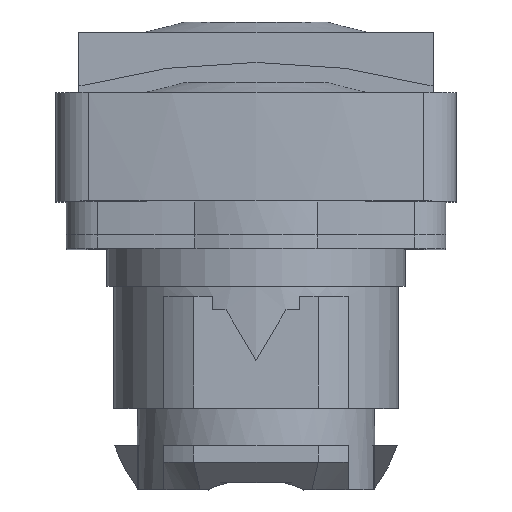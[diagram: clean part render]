
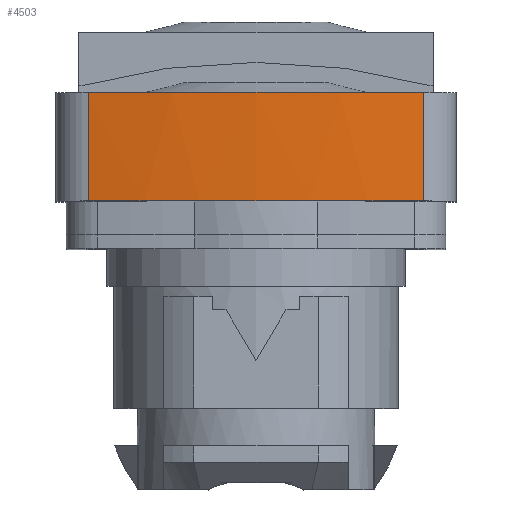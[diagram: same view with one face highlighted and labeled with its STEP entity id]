
A CAD part, top view. The second image highlights one B-rep face of the part: STEP entity #4503.
In plain terms, the highlighted cylindrical face has radius 63.036 mm (diameter 126.071 mm), a partial arc.
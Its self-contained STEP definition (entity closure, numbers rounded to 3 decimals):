
#48 = DIRECTION ( 'NONE',  ( 0., 1., 0. ) ) ;
#281 = AXIS2_PLACEMENT_3D ( 'NONE', #1779, #48, #5321 ) ;
#352 = DIRECTION ( 'NONE',  ( 0., 0., -1. ) ) ;
#550 = AXIS2_PLACEMENT_3D ( 'NONE', #3723, #3339, #909 ) ;
#909 = DIRECTION ( 'NONE',  ( 0., 0., -1. ) ) ;
#998 = CARTESIAN_POINT ( 'NONE',  ( -12.337, 0., 23.531 ) ) ;
#1105 = EDGE_CURVE ( 'NONE', #1548, #3451, #5065, .T. ) ;
#1365 = CARTESIAN_POINT ( 'NONE',  ( 12.337, 0., 23.531 ) ) ;
#1366 = ORIENTED_EDGE ( 'NONE', *, *, #3375, .F. ) ;
#1507 = CARTESIAN_POINT ( 'NONE',  ( -12.337, 2.5, 23.531 ) ) ;
#1548 = VERTEX_POINT ( 'NONE', #3603 ) ;
#1779 = CARTESIAN_POINT ( 'NONE',  ( 0., 10.5, -38.286 ) ) ;
#1802 = VERTEX_POINT ( 'NONE', #3414 ) ;
#1823 = DIRECTION ( 'NONE',  ( 0., -1., 0. ) ) ;
#1971 = AXIS2_PLACEMENT_3D ( 'NONE', #2810, #3243, #4057 ) ;
#2019 = FACE_OUTER_BOUND ( 'NONE', #4482, .T. ) ;
#2064 = EDGE_CURVE ( 'NONE', #1802, #2413, #3431, .T. ) ;
#2413 = VERTEX_POINT ( 'NONE', #3128 ) ;
#2478 = VECTOR ( 'NONE', #2536, 1000. ) ;
#2536 = DIRECTION ( 'NONE',  ( 0., 1., 0. ) ) ;
#2569 = ORIENTED_EDGE ( 'NONE', *, *, #2064, .T. ) ;
#2638 = CIRCLE ( 'NONE', #281, 63.036 ) ;
#2810 = CARTESIAN_POINT ( 'NONE',  ( 0., 0., -38.286 ) ) ;
#3007 = ORIENTED_EDGE ( 'NONE', *, *, #4478, .F. ) ;
#3032 = CIRCLE ( 'NONE', #3598, 63.036 ) ;
#3128 = CARTESIAN_POINT ( 'NONE',  ( 12.337, 10.5, 23.531 ) ) ;
#3243 = DIRECTION ( 'NONE',  ( 0., 1., 0. ) ) ;
#3339 = DIRECTION ( 'NONE',  ( 0., -1., 0. ) ) ;
#3375 = EDGE_CURVE ( 'NONE', #1548, #2413, #2638, .T. ) ;
#3414 = CARTESIAN_POINT ( 'NONE',  ( 12.337, 2.5, 23.531 ) ) ;
#3431 = LINE ( 'NONE', #1365, #2478 ) ;
#3439 = VERTEX_POINT ( 'NONE', #5577 ) ;
#3451 = VERTEX_POINT ( 'NONE', #1507 ) ;
#3598 = AXIS2_PLACEMENT_3D ( 'NONE', #4836, #4925, #352 ) ;
#3603 = CARTESIAN_POINT ( 'NONE',  ( -12.337, 10.5, 23.531 ) ) ;
#3723 = CARTESIAN_POINT ( 'NONE',  ( 0., 2.5, -38.286 ) ) ;
#4014 = VECTOR ( 'NONE', #1823, 1000. ) ;
#4057 = DIRECTION ( 'NONE',  ( 0., 0., 1. ) ) ;
#4317 = ORIENTED_EDGE ( 'NONE', *, *, #1105, .T. ) ;
#4478 = EDGE_CURVE ( 'NONE', #1802, #3439, #5437, .T. ) ;
#4482 = EDGE_LOOP ( 'NONE', ( #4730, #3007, #2569, #1366, #4317 ) ) ;
#4503 = ADVANCED_FACE ( 'NONE', ( #2019 ), #5608, .T. ) ;
#4730 = ORIENTED_EDGE ( 'NONE', *, *, #5694, .F. ) ;
#4836 = CARTESIAN_POINT ( 'NONE',  ( 0., 2.5, -38.286 ) ) ;
#4925 = DIRECTION ( 'NONE',  ( 0., -1., 0. ) ) ;
#5065 = LINE ( 'NONE', #998, #4014 ) ;
#5321 = DIRECTION ( 'NONE',  ( 0., 0., 1. ) ) ;
#5437 = CIRCLE ( 'NONE', #550, 63.036 ) ;
#5577 = CARTESIAN_POINT ( 'NONE',  ( 0., 2.5, 24.75 ) ) ;
#5608 = CYLINDRICAL_SURFACE ( 'NONE', #1971, 63.036 ) ;
#5694 = EDGE_CURVE ( 'NONE', #3439, #3451, #3032, .T. ) ;
